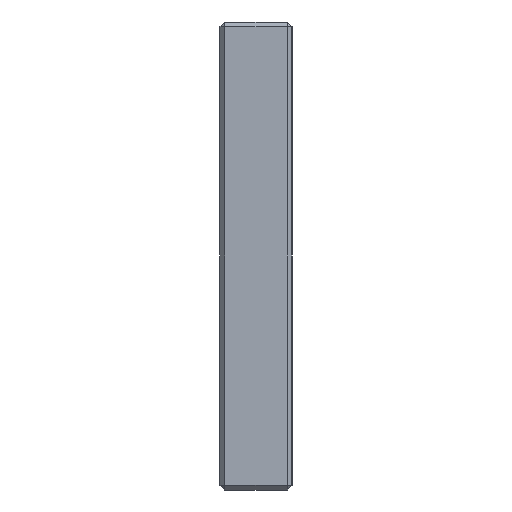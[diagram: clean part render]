
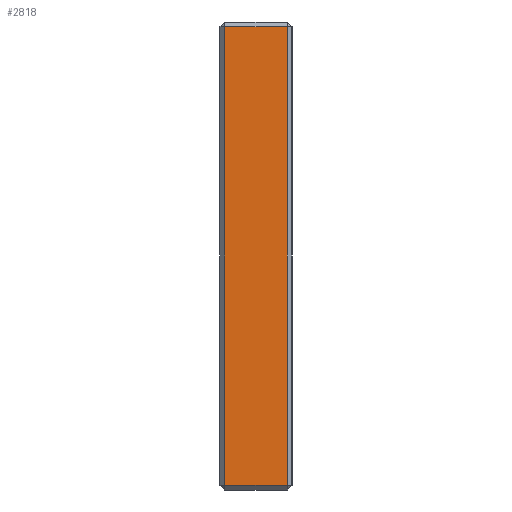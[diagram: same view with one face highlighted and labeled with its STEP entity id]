
A CAD part, left-side view. The second image highlights one B-rep face of the part: STEP entity #2818.
In plain terms, the highlighted planar face has unit normal (-1, 0, 0).
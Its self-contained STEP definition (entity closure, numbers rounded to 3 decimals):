
#659 = AXIS2_PLACEMENT_3D ( 'NONE', #6469, #6411, #6347 ) ;
#804 = DIRECTION ( 'NONE',  ( 0., 0., -1. ) ) ;
#852 = VECTOR ( 'NONE', #804, 1000. ) ;
#1024 = VERTEX_POINT ( 'NONE', #10856 ) ;
#1209 = VECTOR ( 'NONE', #12776, 1000. ) ;
#1348 = ORIENTED_EDGE ( 'NONE', *, *, #6744, .T. ) ;
#2818 = ADVANCED_FACE ( 'NONE', ( #9793 ), #7341, .F. ) ;
#3249 = CARTESIAN_POINT ( 'NONE',  ( -65., -9.365, -64.365 ) ) ;
#3337 = CARTESIAN_POINT ( 'NONE',  ( -65., -9.365, -0.635 ) ) ;
#3614 = VERTEX_POINT ( 'NONE', #3249 ) ;
#3754 = ORIENTED_EDGE ( 'NONE', *, *, #18492, .T. ) ;
#3855 = ORIENTED_EDGE ( 'NONE', *, *, #5802, .T. ) ;
#5079 = VERTEX_POINT ( 'NONE', #14129 ) ;
#5145 = LINE ( 'NONE', #9833, #1209 ) ;
#5802 = EDGE_CURVE ( 'NONE', #5079, #3614, #9893, .T. ) ;
#6036 = VECTOR ( 'NONE', #10305, 1000. ) ;
#6347 = DIRECTION ( 'NONE',  ( 0., -1., 0. ) ) ;
#6411 = DIRECTION ( 'NONE',  ( 1., 0., 0. ) ) ;
#6469 = CARTESIAN_POINT ( 'NONE',  ( -65., 0., 0. ) ) ;
#6744 = EDGE_CURVE ( 'NONE', #3614, #13422, #13831, .T. ) ;
#7341 = PLANE ( 'NONE',  #659 ) ;
#9392 = EDGE_CURVE ( 'NONE', #13422, #1024, #5145, .T. ) ;
#9572 = LINE ( 'NONE', #16881, #852 ) ;
#9793 = FACE_OUTER_BOUND ( 'NONE', #17234, .T. ) ;
#9833 = CARTESIAN_POINT ( 'NONE',  ( -65., 0., -0.635 ) ) ;
#9893 = LINE ( 'NONE', #11213, #6036 ) ;
#10305 = DIRECTION ( 'NONE',  ( 0., -1., 0. ) ) ;
#10856 = CARTESIAN_POINT ( 'NONE',  ( -65., -0.635, -0.635 ) ) ;
#11213 = CARTESIAN_POINT ( 'NONE',  ( -65., 0., -64.365 ) ) ;
#12269 = ORIENTED_EDGE ( 'NONE', *, *, #9392, .T. ) ;
#12776 = DIRECTION ( 'NONE',  ( 0., 1., 0. ) ) ;
#13365 = VECTOR ( 'NONE', #18873, 1000. ) ;
#13422 = VERTEX_POINT ( 'NONE', #3337 ) ;
#13831 = LINE ( 'NONE', #18929, #13365 ) ;
#14129 = CARTESIAN_POINT ( 'NONE',  ( -65., -0.635, -64.365 ) ) ;
#16881 = CARTESIAN_POINT ( 'NONE',  ( -65., -0.635, 0. ) ) ;
#17234 = EDGE_LOOP ( 'NONE', ( #3855, #1348, #12269, #3754 ) ) ;
#18492 = EDGE_CURVE ( 'NONE', #1024, #5079, #9572, .T. ) ;
#18873 = DIRECTION ( 'NONE',  ( 0., 0., 1. ) ) ;
#18929 = CARTESIAN_POINT ( 'NONE',  ( -65., -9.365, 0. ) ) ;
